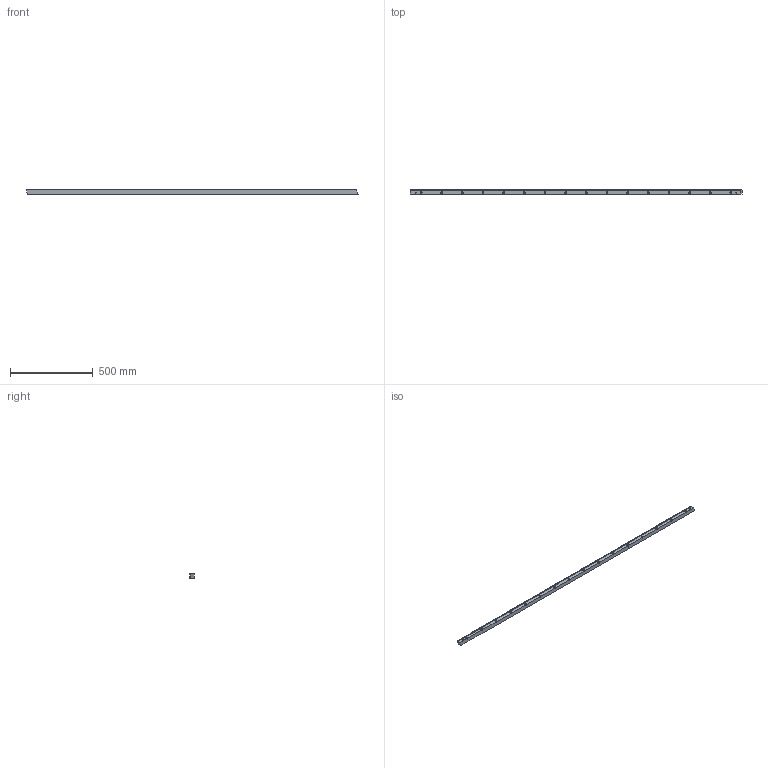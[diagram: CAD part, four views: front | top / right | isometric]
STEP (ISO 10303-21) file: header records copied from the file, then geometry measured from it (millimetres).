
FILE_DESCRIPTION (( 'STEP AP203' ), '1' );
FILE_NAME ('KRAMSAN25M2,5H.STEP', '2023-05-26T15:44:46', ( '' ), ( '' ), 'SwSTEP 2.0', 'SolidWorks 2020', '' );
FILE_SCHEMA (( 'CONFIG_CONTROL_DESIGN' ));
Length unit declared in the file: millimetre
Products named in the file (1): KRAMSAN25M2,5H
Bounding box: 2008.87 x 25 x 25 mm (x, y, z)
Volume: 1088843.2 mm3; surface area: 248853.6 mm2
Topology: 1 solids, 1 shells, 1122 faces, 3240 edges, 2136 vertices
Faces by surface type: plane 982, cone 72, cylinder 68
Entity records: 36325 total; most frequent: CARTESIAN_POINT 6499, ORIENTED_EDGE 6480, DIRECTION 5694, EDGE_CURVE 3240, VECTOR 3032, LINE 3032, VERTEX_POINT 2136, AXIS2_PLACEMENT_3D 1331
